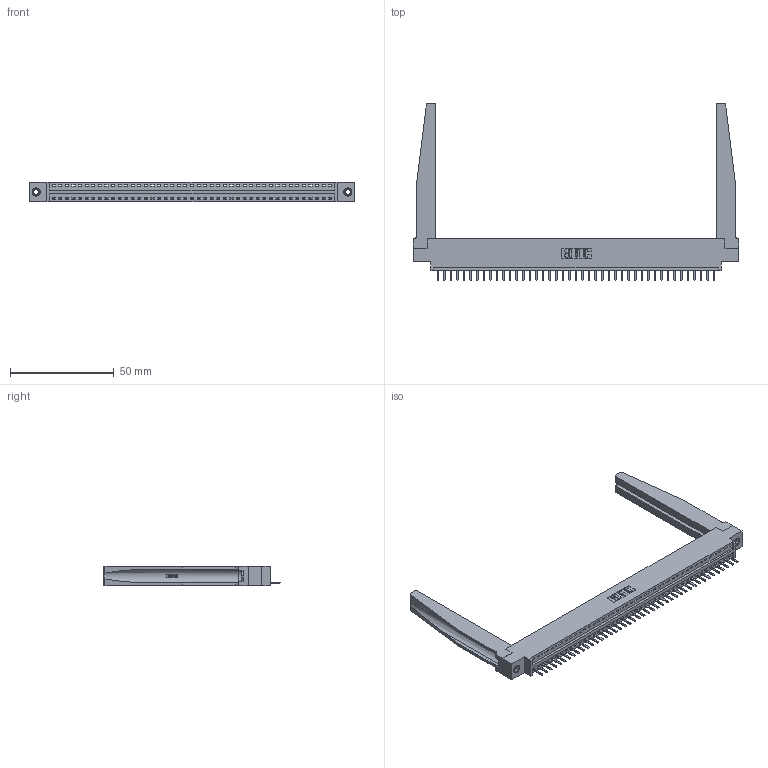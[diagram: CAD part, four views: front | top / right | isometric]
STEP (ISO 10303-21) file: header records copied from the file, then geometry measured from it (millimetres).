
FILE_DESCRIPTION (( 'STEP AP203' ), '1' );
FILE_NAME ('396-043-520-678.STEP', '2019-10-27T22:24:14', ( '' ), ( '' ), 'SwSTEP 2.0', 'SolidWorks 2016', '' );
FILE_SCHEMA (( 'CONFIG_CONTROL_DESIGN' ));
Length unit declared in the file: inch
Products named in the file (5): 345-250-001_345-250-001-102; 396-043-520-678; 346-220-078_345-220-078; 345-292-001_345-293-120; 346 Part_0.170 Offset - 0.156 Dia-TH
Assembly tree (48 placements, depth 2):
  396-043-520-678
    346 Part_0.170 Offset - 0.156 Dia-TH
    345-292-001_345-293-120  x43
    346-220-078_345-220-078  x2
    345-250-001_345-250-001-102  x2
Bounding box: 157.1 x 85.29 x 9.4 mm (x, y, z)
Volume: 21675.3 mm3; surface area: 24754.5 mm2
Topology: 48 solids, 48 shells, 3026 faces, 8861 edges, 5782 vertices
Faces by surface type: plane 2028, cylinder 946, bspline 36, cone 12, torus 4
Entity records: 31546 total; most frequent: CARTESIAN_POINT 6332, ORIENTED_EDGE 5186, DIRECTION 4557, EDGE_CURVE 2593, LINE 2191, VECTOR 2191, VERTEX_POINT 1720, AXIS2_PLACEMENT_3D 1183
